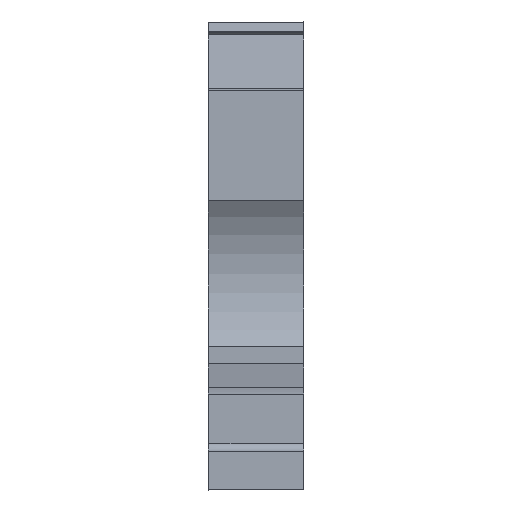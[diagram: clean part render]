
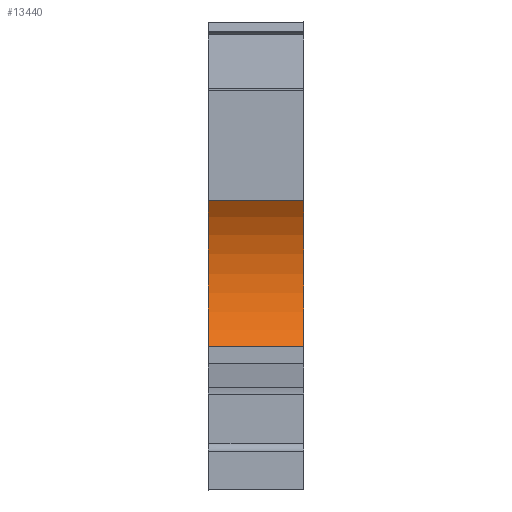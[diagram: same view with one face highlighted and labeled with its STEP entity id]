
A CAD part, front view. The second image highlights one B-rep face of the part: STEP entity #13440.
In plain terms, the highlighted cylindrical face has radius 13.2 mm (diameter 26.4 mm), a partial arc.
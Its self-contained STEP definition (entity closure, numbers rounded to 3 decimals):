
#1080=CARTESIAN_POINT('',(-30.496,-30.,
53.67));
#1090=VERTEX_POINT('',#1080);
#1120=CARTESIAN_POINT('',(-41.182,-22.25,
53.67));
#1130=DIRECTION('',(0.,0.,1.));
#1140=DIRECTION('',(-1.,0.,0.));
#1150=AXIS2_PLACEMENT_3D('',#1120,#1130,#1140);
#1160=CIRCLE('',#1150,13.2);
#1170=CARTESIAN_POINT('',(-30.496,-14.5,
53.67));
#1180=VERTEX_POINT('',#1170);
#1190=EDGE_CURVE('',#1090,#1180,#1160,.T.);
#13000=CARTESIAN_POINT('',(-30.496,-30.,
43.52));
#13010=VERTEX_POINT('',#13000);
#13040=CARTESIAN_POINT('',(-30.496,-30.,
53.67));
#13050=DIRECTION('',(0.,0.,1.));
#13060=VECTOR('',#13050,1.);
#13070=LINE('',#13040,#13060);
#13080=EDGE_CURVE('',#13010,#1090,#13070,.T.);
#13200=CARTESIAN_POINT('',(-41.182,-22.25,
53.67));
#13210=DIRECTION('',(0.,0.,1.));
#13220=DIRECTION('',(-1.,0.,0.));
#13230=AXIS2_PLACEMENT_3D('',#13200,#13210,#13220);
#13240=CYLINDRICAL_SURFACE('',#13230,13.2);
#13250=ORIENTED_EDGE('',*,*,#1190,.T.);
#13260=ORIENTED_EDGE('',*,*,#13080,.T.);
#13270=CARTESIAN_POINT('',(-41.182,-22.25,
43.52));
#13280=DIRECTION('',(0.,0.,1.));
#13290=DIRECTION('',(-1.,0.,0.));
#13300=AXIS2_PLACEMENT_3D('',#13270,#13280,#13290);
#13310=CIRCLE('',#13300,13.2);
#13320=CARTESIAN_POINT('',(-30.496,-14.5,
43.52));
#13330=VERTEX_POINT('',#13320);
#13340=EDGE_CURVE('',#13010,#13330,#13310,.T.);
#13350=ORIENTED_EDGE('',*,*,#13340,.F.);
#13360=CARTESIAN_POINT('',(-30.496,-14.5,
42.505));
#13370=DIRECTION('',(0.,0.,1.));
#13380=VECTOR('',#13370,1.);
#13390=LINE('',#13360,#13380);
#13400=EDGE_CURVE('',#13330,#1180,#13390,.T.);
#13410=ORIENTED_EDGE('',*,*,#13400,.F.);
#13420=EDGE_LOOP('',(#13410,#13350,#13260,#13250));
#13430=FACE_OUTER_BOUND('',#13420,.T.);
#13440=ADVANCED_FACE('',(#13430),#13240,.F.);
